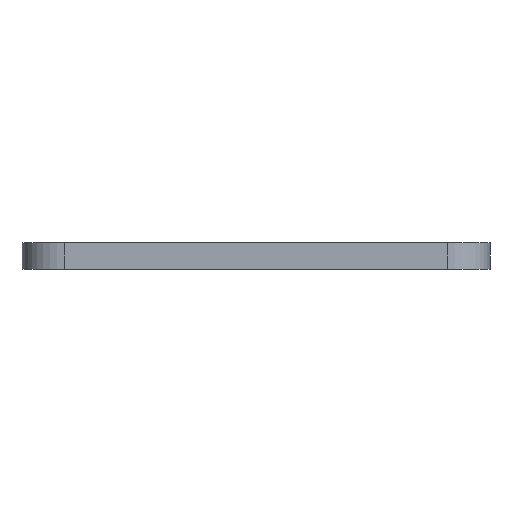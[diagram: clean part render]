
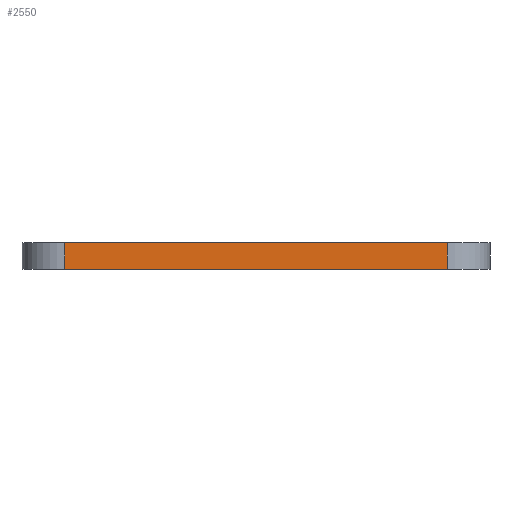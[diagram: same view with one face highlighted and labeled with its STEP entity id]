
A CAD part, left-side view. The second image highlights one B-rep face of the part: STEP entity #2550.
In plain terms, the highlighted planar face has unit normal (-1, 0, 0).
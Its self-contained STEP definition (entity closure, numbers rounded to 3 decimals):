
#83 = PLANE('',#84);
#84 = AXIS2_PLACEMENT_3D('',#85,#86,#87);
#85 = CARTESIAN_POINT('',(148.501,-105.223,1.6));
#86 = DIRECTION('',(-0.,-0.,-1.));
#87 = DIRECTION('',(-1.,0.,0.));
#137 = PLANE('',#138);
#138 = AXIS2_PLACEMENT_3D('',#139,#140,#141);
#139 = CARTESIAN_POINT('',(148.501,-105.223,0.));
#140 = DIRECTION('',(-0.,-0.,-1.));
#141 = DIRECTION('',(-1.,0.,0.));
#457 = VERTEX_POINT('',#458);
#458 = CARTESIAN_POINT('',(132.626,-116.37,0.));
#477 = CYLINDRICAL_SURFACE('',#478,2.54);
#478 = AXIS2_PLACEMENT_3D('',#479,#480,#481);
#479 = CARTESIAN_POINT('',(135.166,-116.37,0.));
#480 = DIRECTION('',(-0.,-0.,-1.));
#481 = DIRECTION('',(1.,0.,-0.));
#489 = EDGE_CURVE('',#457,#490,#492,.T.);
#490 = VERTEX_POINT('',#491);
#491 = CARTESIAN_POINT('',(132.626,-93.637,0.));
#492 = SURFACE_CURVE('',#493,(#497,#504),.PCURVE_S1.);
#493 = LINE('',#494,#495);
#494 = CARTESIAN_POINT('',(132.626,-116.37,0.));
#495 = VECTOR('',#496,1.);
#496 = DIRECTION('',(0.,1.,0.));
#497 = PCURVE('',#137,#498);
#498 = DEFINITIONAL_REPRESENTATION('',(#499),#503);
#499 = LINE('',#500,#501);
#500 = CARTESIAN_POINT('',(15.875,-11.147));
#501 = VECTOR('',#502,1.);
#502 = DIRECTION('',(0.,1.));
#503 = ( GEOMETRIC_REPRESENTATION_CONTEXT(2) 
PARAMETRIC_REPRESENTATION_CONTEXT() REPRESENTATION_CONTEXT('2D SPACE',''
  ) );
#504 = PCURVE('',#505,#510);
#505 = PLANE('',#506);
#506 = AXIS2_PLACEMENT_3D('',#507,#508,#509);
#507 = CARTESIAN_POINT('',(132.626,-116.37,0.));
#508 = DIRECTION('',(-1.,0.,0.));
#509 = DIRECTION('',(0.,1.,0.));
#510 = DEFINITIONAL_REPRESENTATION('',(#511),#515);
#511 = LINE('',#512,#513);
#512 = CARTESIAN_POINT('',(0.,0.));
#513 = VECTOR('',#514,1.);
#514 = DIRECTION('',(1.,0.));
#515 = ( GEOMETRIC_REPRESENTATION_CONTEXT(2) 
PARAMETRIC_REPRESENTATION_CONTEXT() REPRESENTATION_CONTEXT('2D SPACE',''
  ) );
#538 = CYLINDRICAL_SURFACE('',#539,2.54);
#539 = AXIS2_PLACEMENT_3D('',#540,#541,#542);
#540 = CARTESIAN_POINT('',(135.166,-93.637,0.));
#541 = DIRECTION('',(-0.,-0.,-1.));
#542 = DIRECTION('',(1.,0.,-0.));
#1588 = VERTEX_POINT('',#1589);
#1589 = CARTESIAN_POINT('',(132.626,-116.37,1.6));
#1615 = EDGE_CURVE('',#1588,#1616,#1618,.T.);
#1616 = VERTEX_POINT('',#1617);
#1617 = CARTESIAN_POINT('',(132.626,-93.637,1.6));
#1618 = SURFACE_CURVE('',#1619,(#1623,#1630),.PCURVE_S1.);
#1619 = LINE('',#1620,#1621);
#1620 = CARTESIAN_POINT('',(132.626,-116.37,1.6));
#1621 = VECTOR('',#1622,1.);
#1622 = DIRECTION('',(0.,1.,0.));
#1623 = PCURVE('',#83,#1624);
#1624 = DEFINITIONAL_REPRESENTATION('',(#1625),#1629);
#1625 = LINE('',#1626,#1627);
#1626 = CARTESIAN_POINT('',(15.875,-11.147));
#1627 = VECTOR('',#1628,1.);
#1628 = DIRECTION('',(0.,1.));
#1629 = ( GEOMETRIC_REPRESENTATION_CONTEXT(2) 
PARAMETRIC_REPRESENTATION_CONTEXT() REPRESENTATION_CONTEXT('2D SPACE',''
  ) );
#1630 = PCURVE('',#505,#1631);
#1631 = DEFINITIONAL_REPRESENTATION('',(#1632),#1636);
#1632 = LINE('',#1633,#1634);
#1633 = CARTESIAN_POINT('',(0.,-1.6));
#1634 = VECTOR('',#1635,1.);
#1635 = DIRECTION('',(1.,0.));
#1636 = ( GEOMETRIC_REPRESENTATION_CONTEXT(2) 
PARAMETRIC_REPRESENTATION_CONTEXT() REPRESENTATION_CONTEXT('2D SPACE',''
  ) );
#2502 = EDGE_CURVE('',#490,#1616,#2503,.T.);
#2503 = SURFACE_CURVE('',#2504,(#2508,#2515),.PCURVE_S1.);
#2504 = LINE('',#2505,#2506);
#2505 = CARTESIAN_POINT('',(132.626,-93.637,0.));
#2506 = VECTOR('',#2507,1.);
#2507 = DIRECTION('',(0.,0.,1.));
#2508 = PCURVE('',#538,#2509);
#2509 = DEFINITIONAL_REPRESENTATION('',(#2510),#2514);
#2510 = LINE('',#2511,#2512);
#2511 = CARTESIAN_POINT('',(-3.142,0.));
#2512 = VECTOR('',#2513,1.);
#2513 = DIRECTION('',(-0.,-1.));
#2514 = ( GEOMETRIC_REPRESENTATION_CONTEXT(2) 
PARAMETRIC_REPRESENTATION_CONTEXT() REPRESENTATION_CONTEXT('2D SPACE',''
  ) );
#2515 = PCURVE('',#505,#2516);
#2516 = DEFINITIONAL_REPRESENTATION('',(#2517),#2521);
#2517 = LINE('',#2518,#2519);
#2518 = CARTESIAN_POINT('',(22.733,0.));
#2519 = VECTOR('',#2520,1.);
#2520 = DIRECTION('',(0.,-1.));
#2521 = ( GEOMETRIC_REPRESENTATION_CONTEXT(2) 
PARAMETRIC_REPRESENTATION_CONTEXT() REPRESENTATION_CONTEXT('2D SPACE',''
  ) );
#2550 = ADVANCED_FACE('',(#2551),#505,.T.);
#2551 = FACE_BOUND('',#2552,.T.);
#2552 = EDGE_LOOP('',(#2553,#2574,#2575,#2576));
#2553 = ORIENTED_EDGE('',*,*,#2554,.T.);
#2554 = EDGE_CURVE('',#457,#1588,#2555,.T.);
#2555 = SURFACE_CURVE('',#2556,(#2560,#2567),.PCURVE_S1.);
#2556 = LINE('',#2557,#2558);
#2557 = CARTESIAN_POINT('',(132.626,-116.37,0.));
#2558 = VECTOR('',#2559,1.);
#2559 = DIRECTION('',(0.,0.,1.));
#2560 = PCURVE('',#505,#2561);
#2561 = DEFINITIONAL_REPRESENTATION('',(#2562),#2566);
#2562 = LINE('',#2563,#2564);
#2563 = CARTESIAN_POINT('',(0.,0.));
#2564 = VECTOR('',#2565,1.);
#2565 = DIRECTION('',(0.,-1.));
#2566 = ( GEOMETRIC_REPRESENTATION_CONTEXT(2) 
PARAMETRIC_REPRESENTATION_CONTEXT() REPRESENTATION_CONTEXT('2D SPACE',''
  ) );
#2567 = PCURVE('',#477,#2568);
#2568 = DEFINITIONAL_REPRESENTATION('',(#2569),#2573);
#2569 = LINE('',#2570,#2571);
#2570 = CARTESIAN_POINT('',(-3.142,0.));
#2571 = VECTOR('',#2572,1.);
#2572 = DIRECTION('',(-0.,-1.));
#2573 = ( GEOMETRIC_REPRESENTATION_CONTEXT(2) 
PARAMETRIC_REPRESENTATION_CONTEXT() REPRESENTATION_CONTEXT('2D SPACE',''
  ) );
#2574 = ORIENTED_EDGE('',*,*,#1615,.T.);
#2575 = ORIENTED_EDGE('',*,*,#2502,.F.);
#2576 = ORIENTED_EDGE('',*,*,#489,.F.);
